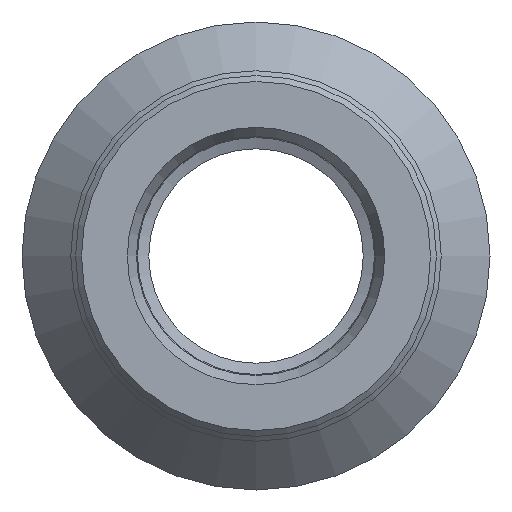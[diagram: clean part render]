
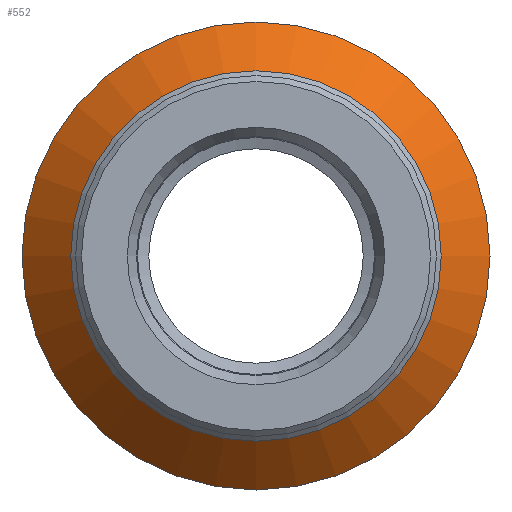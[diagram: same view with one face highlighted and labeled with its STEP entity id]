
A CAD part, front view. The second image highlights one B-rep face of the part: STEP entity #552.
In plain terms, the highlighted conical face has half-angle 45 degrees and reference radius 9.5 mm.
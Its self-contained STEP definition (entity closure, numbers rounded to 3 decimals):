
#39=CONICAL_SURFACE('',#613,9.5,0.785);
#84=ORIENTED_EDGE('',*,*,#130,.T.);
#85=ORIENTED_EDGE('',*,*,#129,.F.);
#129=EDGE_CURVE('',#159,#159,#189,.T.);
#130=EDGE_CURVE('',#160,#160,#190,.T.);
#159=VERTEX_POINT('',#821);
#160=VERTEX_POINT('',#824);
#189=CIRCLE('',#612,9.5);
#190=CIRCLE('',#614,12.);
#234=EDGE_LOOP('',(#84));
#235=EDGE_LOOP('',(#85));
#294=FACE_BOUND('',#234,.T.);
#295=FACE_BOUND('',#235,.T.);
#552=ADVANCED_FACE('',(#294,#295),#39,.T.);
#612=AXIS2_PLACEMENT_3D('',#820,#719,#720);
#613=AXIS2_PLACEMENT_3D('',#822,#721,#722);
#614=AXIS2_PLACEMENT_3D('',#823,#723,#724);
#719=DIRECTION('',(0.,-1.,0.));
#720=DIRECTION('',(0.,0.,-1.));
#721=DIRECTION('',(0.,1.,0.));
#722=DIRECTION('',(0.,0.,1.));
#723=DIRECTION('',(0.,-1.,0.));
#724=DIRECTION('',(0.,0.,-1.));
#820=CARTESIAN_POINT('',(0.,2.75,0.));
#821=CARTESIAN_POINT('',(0.,2.75,-9.5));
#822=CARTESIAN_POINT('',(0.,2.75,0.));
#823=CARTESIAN_POINT('',(0.,5.25,0.));
#824=CARTESIAN_POINT('',(0.,5.25,-12.));
